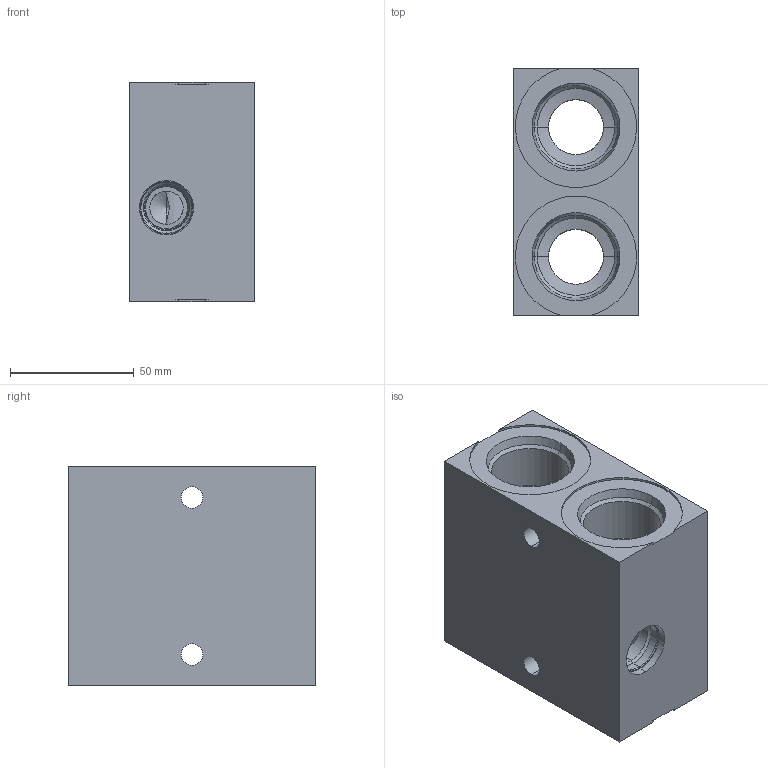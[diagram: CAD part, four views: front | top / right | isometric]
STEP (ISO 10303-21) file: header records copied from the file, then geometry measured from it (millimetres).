
FILE_DESCRIPTION((''),'2;1');
FILE_NAME('YFM_ASM','2023-12-13T',('ProEService'),(''),'PRO/ENGINEER BY PARAMETRIC TECHNOLOGY CORPORATION, 2014200','PRO/ENGINEER BY PARAMETRIC TECHNOLOGY CORPORATION, 2014200','');
FILE_SCHEMA(('CONFIG_CONTROL_DESIGN'));
Length unit declared in the file: inch
Products named in the file (2): 151-799-004; YFM_ASM
Assembly tree (1 placements, depth 2):
  YFM_ASM
    151-799-004
Bounding box: 50.8 x 100.03 x 88.9 mm (x, y, z)
Volume: 305035 mm3; surface area: 57151.7 mm2
Topology: 1 solids, 1 shells, 103 faces, 404 edges, 376 vertices
Faces by surface type: cone 44, cylinder 41, plane 14, torus 4
Entity records: 4622 total; most frequent: CARTESIAN_POINT 1287, DIRECTION 711, ORIENTED_EDGE 510, VECTOR 259, LINE 259, EDGE_CURVE 255, AXIS2_PLACEMENT_3D 226, VERTEX_POINT 152
